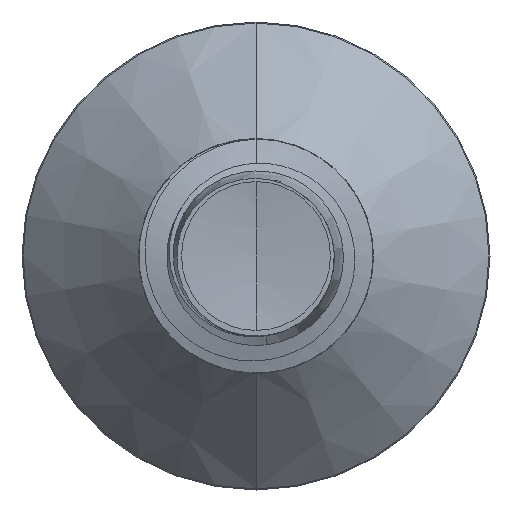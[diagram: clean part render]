
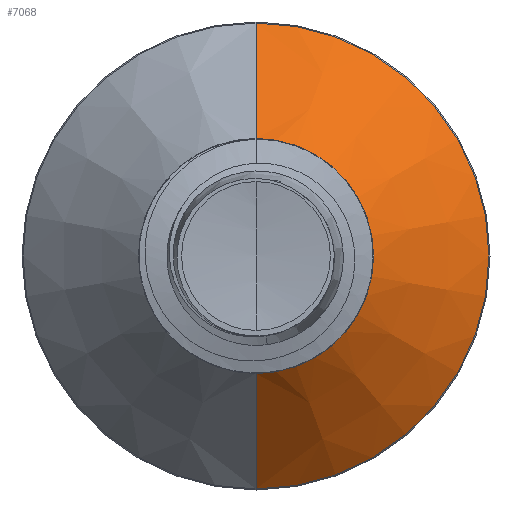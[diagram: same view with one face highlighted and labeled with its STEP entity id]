
A CAD part, front view. The second image highlights one B-rep face of the part: STEP entity #7068.
In plain terms, the highlighted conical face has half-angle 45 degrees and reference radius 1.256 mm.
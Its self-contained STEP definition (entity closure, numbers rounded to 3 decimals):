
#64 = ORIENTED_EDGE ( 'NONE', *, *, #6969, .F. ) ;
#135 = AXIS2_PLACEMENT_3D ( 'NONE', #3228, #9450, #4121 ) ;
#1638 = AXIS2_PLACEMENT_3D ( 'NONE', #3656, #9865, #4564 ) ;
#1776 = DIRECTION ( 'NONE',  ( 0., 0., 1. ) ) ;
#2462 = FACE_OUTER_BOUND ( 'NONE', #9770, .T. ) ;
#2640 = VERTEX_POINT ( 'NONE', #8398 ) ;
#2793 = CONICAL_SURFACE ( 'NONE', #3271, 1.256, 0.785 ) ;
#3228 = CARTESIAN_POINT ( 'NONE',  ( 0., 2.206, 0. ) ) ;
#3271 = AXIS2_PLACEMENT_3D ( 'NONE', #7321, #6399, #1776 ) ;
#3336 = VECTOR ( 'NONE', #4542, 1000. ) ;
#3656 = CARTESIAN_POINT ( 'NONE',  ( 0., 3.439, 0. ) ) ;
#4121 = DIRECTION ( 'NONE',  ( 0., 0., 1. ) ) ;
#4166 = CIRCLE ( 'NONE', #135, 1.256 ) ;
#4542 = DIRECTION ( 'NONE',  ( 0., 0.707, 0.707 ) ) ;
#4564 = DIRECTION ( 'NONE',  ( 0., 0., 1. ) ) ;
#4842 = ORIENTED_EDGE ( 'NONE', *, *, #9423, .F. ) ;
#4897 = VERTEX_POINT ( 'NONE', #11711 ) ;
#5554 = CIRCLE ( 'NONE', #1638, 2.489 ) ;
#5709 = LINE ( 'NONE', #9851, #3336 ) ;
#5877 = DIRECTION ( 'NONE',  ( 0., 0.707, -0.707 ) ) ;
#6223 = EDGE_CURVE ( 'NONE', #9293, #4897, #4166, .T. ) ;
#6399 = DIRECTION ( 'NONE',  ( 0., 1., 0. ) ) ;
#6416 = EDGE_CURVE ( 'NONE', #4897, #2640, #9434, .T. ) ;
#6969 = EDGE_CURVE ( 'NONE', #11023, #2640, #5554, .T. ) ;
#7068 = ADVANCED_FACE ( 'NONE', ( #2462 ), #2793, .T. ) ;
#7248 = CARTESIAN_POINT ( 'NONE',  ( 0., 2.206, 1.256 ) ) ;
#7321 = CARTESIAN_POINT ( 'NONE',  ( 0., 2.206, 0. ) ) ;
#8398 = CARTESIAN_POINT ( 'NONE',  ( 0., 3.439, -2.489 ) ) ;
#8532 = CARTESIAN_POINT ( 'NONE',  ( 0., 2.206, -1.256 ) ) ;
#9293 = VERTEX_POINT ( 'NONE', #7248 ) ;
#9423 = EDGE_CURVE ( 'NONE', #9293, #11023, #5709, .T. ) ;
#9424 = VECTOR ( 'NONE', #5877, 1000. ) ;
#9434 = LINE ( 'NONE', #8532, #9424 ) ;
#9450 = DIRECTION ( 'NONE',  ( 0., 1., 0. ) ) ;
#9692 = ORIENTED_EDGE ( 'NONE', *, *, #6223, .T. ) ;
#9770 = EDGE_LOOP ( 'NONE', ( #9692, #11061, #64, #4842 ) ) ;
#9851 = CARTESIAN_POINT ( 'NONE',  ( 0., 2.206, 1.256 ) ) ;
#9865 = DIRECTION ( 'NONE',  ( 0., 1., 0. ) ) ;
#11023 = VERTEX_POINT ( 'NONE', #11999 ) ;
#11061 = ORIENTED_EDGE ( 'NONE', *, *, #6416, .T. ) ;
#11711 = CARTESIAN_POINT ( 'NONE',  ( 0., 2.206, -1.256 ) ) ;
#11999 = CARTESIAN_POINT ( 'NONE',  ( 0., 3.439, 2.489 ) ) ;
